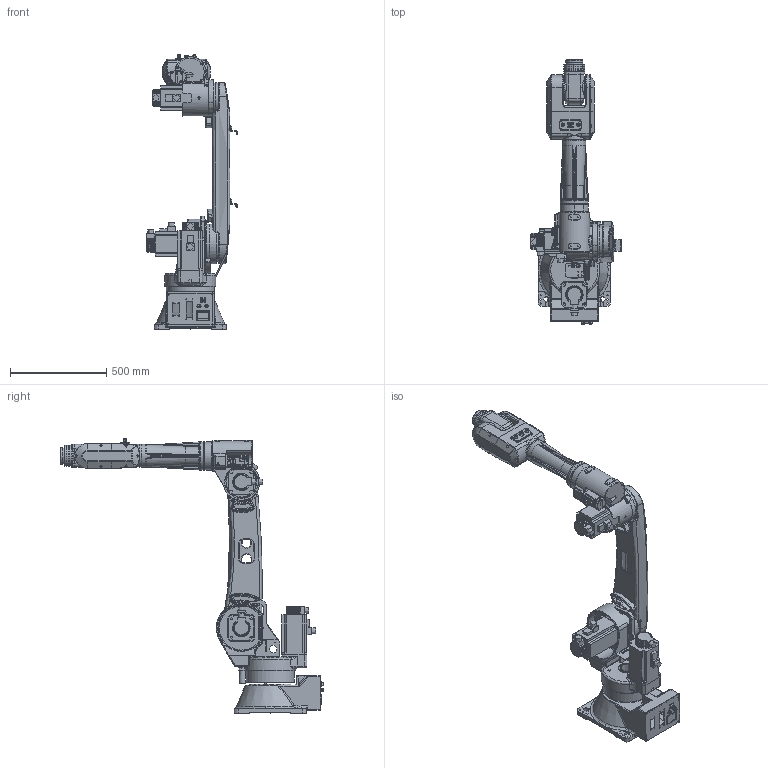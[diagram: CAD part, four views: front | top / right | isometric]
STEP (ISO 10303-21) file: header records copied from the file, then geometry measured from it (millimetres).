
FILE_DESCRIPTION (( 'STEP AP214' ), '1' );
FILE_NAME ('TKB3000.STEP', '2022-08-03T02:42:13', ( '' ), ( '' ), 'SwSTEP 2.0', 'SolidWorks 2018', '' );
FILE_SCHEMA (( 'AUTOMOTIVE_DESIGN' ));
Length unit declared in the file: millimetre
Products named in the file (1): TKB3000
Bounding box: 469.04 x 1373.1 x 1427 mm (x, y, z)
Surface area: 3328600.7 mm2 (no closed solid volume)
Topology: 0 solids, 108 shells, 2302 faces, 8472 edges, 5987 vertices
Faces by surface type: cylinder 971, plane 683, bspline 303, torus 270, cone 62, sphere 13
Full cylindrical faces by diameter (mm): 1.5 x1, 2.5 x2, 3.1 x1, 3.2 x3, 3.3 x3, 3.5 x1, 4.2 x7, 4.5 x10, 4.738 x1, 4.917 x1, 5 x9, 5.5 x4, 6 x8, 6.6 x7, 6.647 x1, 7 x8, 8 x20, 8.376 x2, 8.5 x17, 8.8 x5, 9 x18, 10 x5, 10.13 x1, 11 x19, 12.4 x2, 12.8 x3, 13 x12, 14 x4, 15 x14, 16 x4
Entity records: 142990 total; most frequent: CARTESIAN_POINT 51062, DIRECTION 13697, ORIENTED_EDGE 11974, EDGE_CURVE 8030, VERTEX_POINT 5891, AXIS2_PLACEMENT_3D 5262, CIRCLE 3263, EDGE_LOOP 3182
